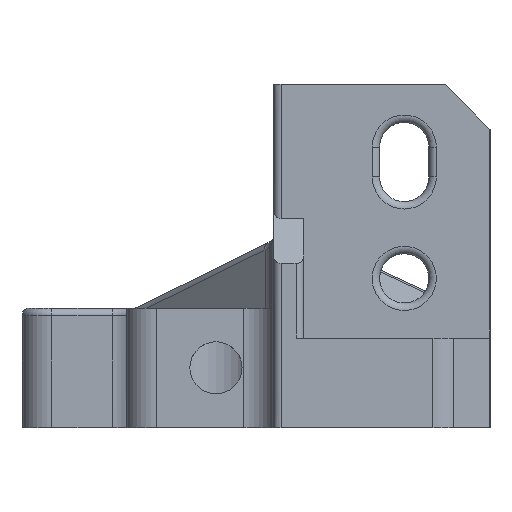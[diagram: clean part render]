
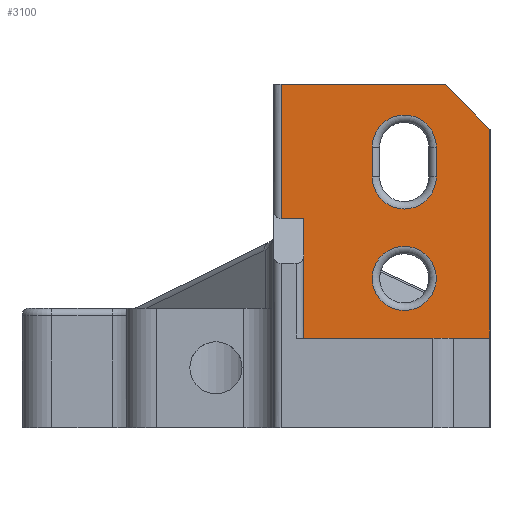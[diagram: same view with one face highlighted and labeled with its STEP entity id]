
A CAD part, left-side view. The second image highlights one B-rep face of the part: STEP entity #3100.
In plain terms, the highlighted planar face has unit normal (-1, 0, 0).
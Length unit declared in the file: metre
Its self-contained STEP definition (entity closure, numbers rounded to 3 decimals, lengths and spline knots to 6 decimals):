
#42=CIRCLE('',#3301,0.00215);
#43=CIRCLE('',#3302,0.00215);
#44=CIRCLE('',#3303,0.00215);
#280=LINE('',#4695,#546);
#281=LINE('',#4700,#547);
#282=LINE('',#4703,#548);
#283=LINE('',#4706,#549);
#284=LINE('',#4708,#550);
#285=LINE('',#4710,#551);
#286=LINE('',#4712,#552);
#287=LINE('',#4714,#553);
#288=LINE('',#4716,#554);
#546=VECTOR('',#3685,1.);
#547=VECTOR('',#3688,1.);
#548=VECTOR('',#3691,1.);
#549=VECTOR('',#3692,1.);
#550=VECTOR('',#3693,1.);
#551=VECTOR('',#3694,1.);
#552=VECTOR('',#3695,1.);
#553=VECTOR('',#3696,1.);
#554=VECTOR('',#3697,1.);
#821=ORIENTED_EDGE('',*,*,#1755,.T.);
#822=ORIENTED_EDGE('',*,*,#1756,.T.);
#823=ORIENTED_EDGE('',*,*,#1757,.T.);
#824=ORIENTED_EDGE('',*,*,#1758,.T.);
#825=ORIENTED_EDGE('',*,*,#1759,.T.);
#826=ORIENTED_EDGE('',*,*,#1760,.T.);
#827=ORIENTED_EDGE('',*,*,#1761,.T.);
#828=ORIENTED_EDGE('',*,*,#1762,.T.);
#829=ORIENTED_EDGE('',*,*,#1763,.T.);
#830=ORIENTED_EDGE('',*,*,#1764,.T.);
#831=ORIENTED_EDGE('',*,*,#1765,.T.);
#832=ORIENTED_EDGE('',*,*,#1766,.T.);
#1755=EDGE_CURVE('',#2222,#2222,#42,.F.);
#1756=EDGE_CURVE('',#2223,#2224,#280,.F.);
#1757=EDGE_CURVE('',#2224,#2225,#43,.F.);
#1758=EDGE_CURVE('',#2225,#2226,#281,.T.);
#1759=EDGE_CURVE('',#2226,#2223,#44,.F.);
#1760=EDGE_CURVE('',#2227,#2228,#282,.T.);
#1761=EDGE_CURVE('',#2228,#2229,#283,.F.);
#1762=EDGE_CURVE('',#2229,#2230,#284,.T.);
#1763=EDGE_CURVE('',#2230,#2231,#285,.T.);
#1764=EDGE_CURVE('',#2231,#2232,#286,.T.);
#1765=EDGE_CURVE('',#2232,#2233,#287,.T.);
#1766=EDGE_CURVE('',#2233,#2227,#288,.F.);
#2222=VERTEX_POINT('',#4694);
#2223=VERTEX_POINT('',#4696);
#2224=VERTEX_POINT('',#4697);
#2225=VERTEX_POINT('',#4699);
#2226=VERTEX_POINT('',#4701);
#2227=VERTEX_POINT('',#4704);
#2228=VERTEX_POINT('',#4705);
#2229=VERTEX_POINT('',#4707);
#2230=VERTEX_POINT('',#4709);
#2231=VERTEX_POINT('',#4711);
#2232=VERTEX_POINT('',#4713);
#2233=VERTEX_POINT('',#4715);
#2566=EDGE_LOOP('',(#821));
#2567=EDGE_LOOP('',(#822,#823,#824,#825));
#2568=EDGE_LOOP('',(#826,#827,#828,#829,#830,#831,#832));
#2799=FACE_BOUND('',#2566,.T.);
#2800=FACE_BOUND('',#2567,.T.);
#2801=FACE_BOUND('',#2568,.T.);
#3028=PLANE('',#3300);
#3100=ADVANCED_FACE('',(#2799,#2800,#2801),#3028,.T.);
#3300=AXIS2_PLACEMENT_3D('',#4692,#3681,#3682);
#3301=AXIS2_PLACEMENT_3D('',#4693,#3683,#3684);
#3302=AXIS2_PLACEMENT_3D('',#4698,#3686,#3687);
#3303=AXIS2_PLACEMENT_3D('',#4702,#3689,#3690);
#3681=DIRECTION('',(-1.,0.,0.));
#3682=DIRECTION('',(0.,0.,1.));
#3683=DIRECTION('',(-1.,0.,0.));
#3684=DIRECTION('',(0.,0.,1.));
#3685=DIRECTION('',(0.,0.,1.));
#3686=DIRECTION('',(-1.,0.,0.));
#3687=DIRECTION('',(0.,0.,1.));
#3688=DIRECTION('',(0.,0.,1.));
#3689=DIRECTION('',(-1.,0.,0.));
#3690=DIRECTION('',(0.,0.,1.));
#3691=DIRECTION('',(0.,1.,0.));
#3692=DIRECTION('',(0.,0.,1.));
#3693=DIRECTION('',(0.,-1.,0.));
#3694=DIRECTION('',(0.,0.,-1.));
#3695=DIRECTION('',(0.,-1.,0.));
#3696=DIRECTION('',(0.,0.,1.));
#3697=DIRECTION('',(0.,-0.707,-0.707));
#4692=CARTESIAN_POINT('',(-0.05,-0.00575,-0.005));
#4693=CARTESIAN_POINT('',(-0.05,-0.00575,0.005));
#4694=CARTESIAN_POINT('',(-0.05,-0.00575,0.00715));
#4695=CARTESIAN_POINT('',(-0.05,-0.0079,0.0118));
#4696=CARTESIAN_POINT('',(-0.05,-0.0079,0.0138));
#4697=CARTESIAN_POINT('',(-0.05,-0.0079,0.0118));
#4698=CARTESIAN_POINT('',(-0.05,-0.00575,0.0118));
#4699=CARTESIAN_POINT('',(-0.05,-0.0036,0.0118));
#4700=CARTESIAN_POINT('',(-0.05,-0.0036,-0.005));
#4701=CARTESIAN_POINT('',(-0.05,-0.0036,0.0138));
#4702=CARTESIAN_POINT('',(-0.05,-0.00575,0.0138));
#4703=CARTESIAN_POINT('',(-0.05,-0.00575,0.018));
#4704=CARTESIAN_POINT('',(-0.05,-0.0085,0.018));
#4705=CARTESIAN_POINT('',(-0.05,0.0025,0.018));
#4706=CARTESIAN_POINT('',(-0.05,0.0025,-0.005));
#4707=CARTESIAN_POINT('',(-0.05,0.0025,0.009));
#4708=CARTESIAN_POINT('',(-0.05,0.002,0.009));
#4709=CARTESIAN_POINT('',(-0.05,0.001,0.009));
#4710=CARTESIAN_POINT('',(-0.05,0.001,0.005));
#4711=CARTESIAN_POINT('',(-0.05,0.001,0.001));
#4712=CARTESIAN_POINT('',(-0.05,-0.00525,0.001));
#4713=CARTESIAN_POINT('',(-0.05,-0.0115,0.001));
#4714=CARTESIAN_POINT('',(-0.05,-0.0115,-0.005));
#4715=CARTESIAN_POINT('',(-0.05,-0.0115,0.015));
#4716=CARTESIAN_POINT('',(-0.05,-0.018625,0.007875));
